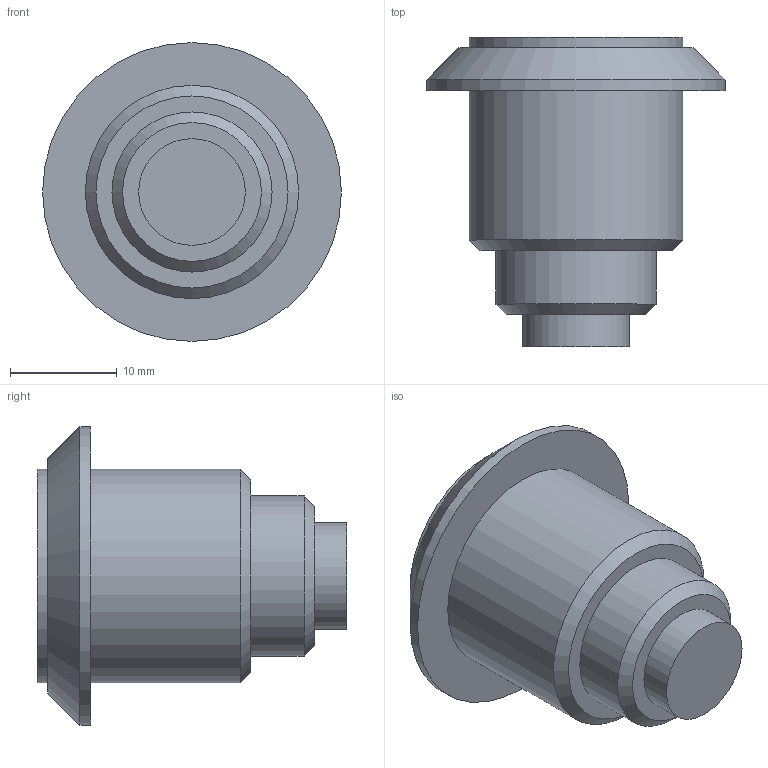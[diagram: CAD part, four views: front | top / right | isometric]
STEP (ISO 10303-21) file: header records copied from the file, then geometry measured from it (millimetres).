
FILE_DESCRIPTION(/* description */ (''),/* implementation_level */ '2;1');
FILE_NAME(/* name */ 'C04H020012-lock.stp',/* time_stamp */ '2014-12-22T14:47:07+01:00',/* author */ ('MARCHA TECHNOLOGY'),/* organization */ (''),/* preprocessor_version */ 'ST-DEVELOPER v15.6',/* originating_system */ 'Autodesk Inventor 2015',/* authorisation */ '');
FILE_SCHEMA (('CONFIG_CONTROL_DESIGN'));
Length unit declared in the file: millimetre
Products named in the file (1): C04H020012-lock
Bounding box: 28 x 29 x 28 mm (x, y, z)
Volume: 8339 mm3; surface area: 2762.4 mm2
Topology: 1 solids, 1 shells, 19 faces, 33 edges, 21 vertices
Faces by surface type: plane 11, cylinder 5, cone 3
Full cylindrical faces by diameter (mm): 10 x1, 15 x1, 20 x2, 28 x1
Entity records: 440 total; most frequent: DIRECTION 78, CARTESIAN_POINT 66, ORIENTED_EDGE 50, AXIS2_PLACEMENT_3D 33, EDGE_LOOP 32, EDGE_CURVE 25, VERTEX_POINT 21, FACE_OUTER_BOUND 19
